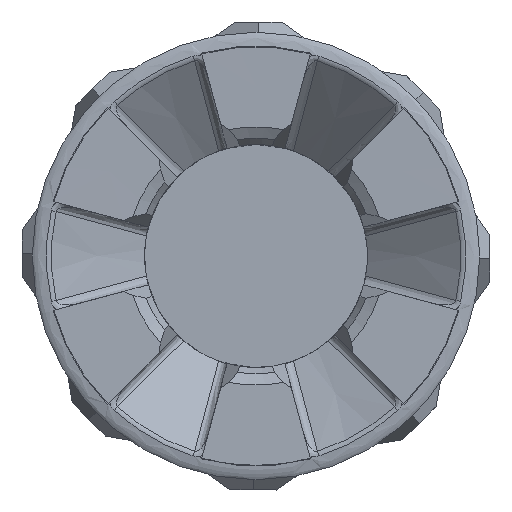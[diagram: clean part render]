
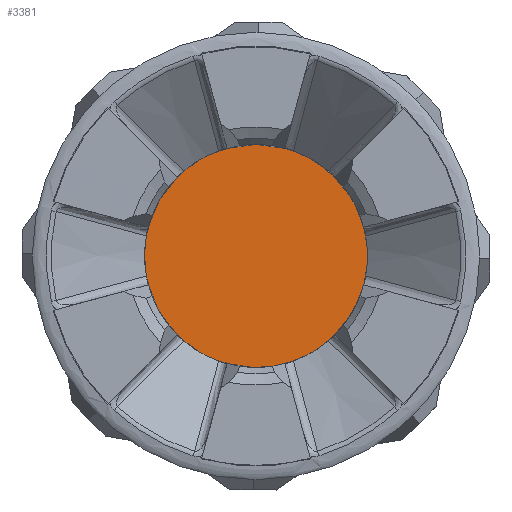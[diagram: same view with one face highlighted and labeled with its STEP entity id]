
A CAD part, left-side view. The second image highlights one B-rep face of the part: STEP entity #3381.
In plain terms, the highlighted planar face has unit normal (-1, 0, 0).
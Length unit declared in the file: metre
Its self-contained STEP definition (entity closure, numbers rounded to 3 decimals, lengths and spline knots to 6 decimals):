
#785=ORIENTED_EDGE('',*,*,#1830,.F.);
#1830=EDGE_CURVE('',#2355,#2355,#2692,.T.);
#2355=VERTEX_POINT('',#4712);
#2692=CIRCLE('',#3610,0.009);
#2800=EDGE_LOOP('',(#785));
#3028=FACE_BOUND('',#2800,.T.);
#3251=PLANE('',#3609);
#3381=ADVANCED_FACE('',(#3028),#3251,.F.);
#3609=AXIS2_PLACEMENT_3D('',#4710,#3912,#3913);
#3610=AXIS2_PLACEMENT_3D('',#4711,#3914,#3915);
#3912=DIRECTION('',(1.,0.,0.));
#3913=DIRECTION('',(0.,1.,0.));
#3914=DIRECTION('',(1.,0.,0.));
#3915=DIRECTION('',(0.,0.,-1.));
#4710=CARTESIAN_POINT('',(0.02591,0.026797,0.008125));
#4711=CARTESIAN_POINT('',(0.02591,0.026797,0.008125));
#4712=CARTESIAN_POINT('',(0.02591,0.026797,-0.000875));
